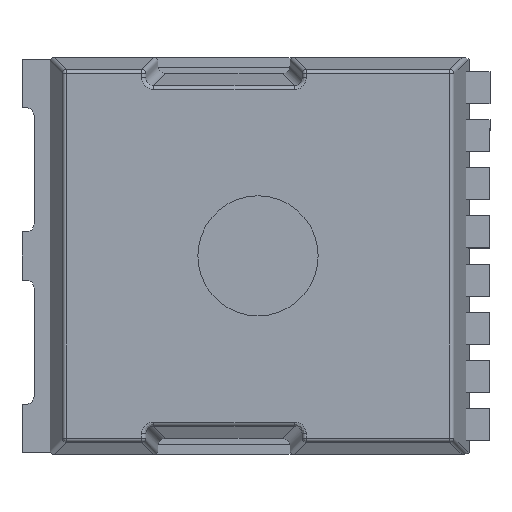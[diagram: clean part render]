
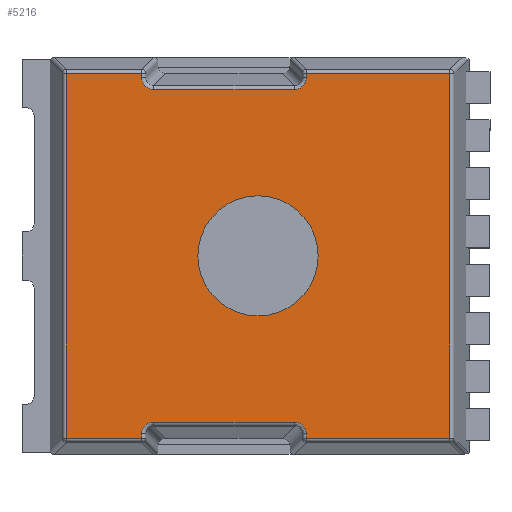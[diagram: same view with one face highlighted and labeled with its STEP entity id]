
A CAD part, top view. The second image highlights one B-rep face of the part: STEP entity #5216.
In plain terms, the highlighted planar face has unit normal (0, 0, 1).
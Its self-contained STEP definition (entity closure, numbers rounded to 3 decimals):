
#36=ELLIPSE('',#6537,0.309,0.3);
#37=ELLIPSE('',#6538,0.309,0.3);
#38=ELLIPSE('',#6539,0.309,0.3);
#39=ELLIPSE('',#6540,0.309,0.3);
#87=CIRCLE('',#6496,1.5);
#419=ORIENTED_EDGE('',*,*,#1900,.T.);
#420=ORIENTED_EDGE('',*,*,#1926,.T.);
#421=ORIENTED_EDGE('',*,*,#1897,.T.);
#422=ORIENTED_EDGE('',*,*,#1942,.T.);
#423=ORIENTED_EDGE('',*,*,#1904,.T.);
#424=ORIENTED_EDGE('',*,*,#1933,.T.);
#425=ORIENTED_EDGE('',*,*,#1943,.T.);
#426=ORIENTED_EDGE('',*,*,#1944,.T.);
#427=ORIENTED_EDGE('',*,*,#1945,.T.);
#428=ORIENTED_EDGE('',*,*,#1936,.T.);
#429=ORIENTED_EDGE('',*,*,#1906,.T.);
#430=ORIENTED_EDGE('',*,*,#1946,.T.);
#431=ORIENTED_EDGE('',*,*,#1912,.T.);
#432=ORIENTED_EDGE('',*,*,#1923,.T.);
#433=ORIENTED_EDGE('',*,*,#1947,.T.);
#434=ORIENTED_EDGE('',*,*,#1948,.T.);
#435=ORIENTED_EDGE('',*,*,#1949,.T.);
#1897=EDGE_CURVE('',#2663,#2661,#3179,.T.);
#1900=EDGE_CURVE('',#2665,#2665,#87,.T.);
#1904=EDGE_CURVE('',#2666,#2669,#3182,.T.);
#1906=EDGE_CURVE('',#2672,#2670,#3183,.T.);
#1912=EDGE_CURVE('',#2674,#2677,#3186,.T.);
#1923=EDGE_CURVE('',#2677,#2683,#3188,.T.);
#1926=EDGE_CURVE('',#2684,#2663,#3190,.F.);
#1933=EDGE_CURVE('',#2669,#2689,#3192,.T.);
#1936=EDGE_CURVE('',#2690,#2672,#3194,.F.);
#1942=EDGE_CURVE('',#2661,#2666,#3198,.T.);
#1943=EDGE_CURVE('',#2689,#2695,#36,.F.);
#1944=EDGE_CURVE('',#2695,#2696,#3199,.T.);
#1945=EDGE_CURVE('',#2696,#2690,#37,.F.);
#1946=EDGE_CURVE('',#2670,#2674,#3200,.T.);
#1947=EDGE_CURVE('',#2683,#2697,#38,.F.);
#1948=EDGE_CURVE('',#2697,#2698,#3201,.T.);
#1949=EDGE_CURVE('',#2698,#2684,#39,.F.);
#2661=VERTEX_POINT('',#8535);
#2663=VERTEX_POINT('',#8538);
#2665=VERTEX_POINT('',#8544);
#2666=VERTEX_POINT('',#8547);
#2669=VERTEX_POINT('',#8552);
#2670=VERTEX_POINT('',#8556);
#2672=VERTEX_POINT('',#8559);
#2674=VERTEX_POINT('',#8565);
#2677=VERTEX_POINT('',#8570);
#2683=VERTEX_POINT('',#8592);
#2684=VERTEX_POINT('',#8596);
#2689=VERTEX_POINT('',#8612);
#2690=VERTEX_POINT('',#8616);
#2695=VERTEX_POINT('',#8633);
#2696=VERTEX_POINT('',#8635);
#2697=VERTEX_POINT('',#8639);
#2698=VERTEX_POINT('',#8641);
#3179=LINE('',#8537,#3823);
#3182=LINE('',#8553,#3826);
#3183=LINE('',#8558,#3827);
#3186=LINE('',#8571,#3830);
#3188=LINE('',#8593,#3832);
#3190=LINE('',#8599,#3834);
#3192=LINE('',#8613,#3836);
#3194=LINE('',#8619,#3838);
#3198=LINE('',#8631,#3842);
#3199=LINE('',#8634,#3843);
#3200=LINE('',#8637,#3844);
#3201=LINE('',#8640,#3845);
#3823=VECTOR('',#7024,1000.);
#3826=VECTOR('',#7039,1000.);
#3827=VECTOR('',#7044,1000.);
#3830=VECTOR('',#7055,1000.);
#3832=VECTOR('',#7085,1000.);
#3834=VECTOR('',#7091,1000.);
#3836=VECTOR('',#7109,1000.);
#3838=VECTOR('',#7115,1000.);
#3842=VECTOR('',#7129,1000.);
#3843=VECTOR('',#7132,1000.);
#3844=VECTOR('',#7135,1000.);
#3845=VECTOR('',#7138,1000.);
#4438=EDGE_LOOP('',(#419));
#4439=EDGE_LOOP('',(#420,#421,#422,#423,#424,#425,#426,#427,#428,#429,#430,
#431,#432,#433,#434,#435));
#4724=FACE_BOUND('',#4438,.T.);
#4725=FACE_BOUND('',#4439,.T.);
#4989=PLANE('',#6536);
#5216=ADVANCED_FACE('',(#4724,#4725),#4989,.T.);
#6496=AXIS2_PLACEMENT_3D('',#8543,#7030,#7031);
#6536=AXIS2_PLACEMENT_3D('',#8630,#7127,#7128);
#6537=AXIS2_PLACEMENT_3D('',#8632,#7130,#7131);
#6538=AXIS2_PLACEMENT_3D('',#8636,#7133,#7134);
#6539=AXIS2_PLACEMENT_3D('',#8638,#7136,#7137);
#6540=AXIS2_PLACEMENT_3D('',#8642,#7139,#7140);
#7024=DIRECTION('',(1.,0.,0.));
#7030=DIRECTION('',(0.,0.,-1.));
#7031=DIRECTION('',(1.,0.,0.));
#7039=DIRECTION('',(-1.,0.,0.));
#7044=DIRECTION('',(-1.,0.,0.));
#7055=DIRECTION('',(1.,0.,0.));
#7085=DIRECTION('',(0.,1.,0.));
#7091=DIRECTION('',(0.,1.,0.));
#7109=DIRECTION('',(0.,-1.,0.));
#7115=DIRECTION('',(0.,-1.,0.));
#7127=DIRECTION('',(0.,0.,1.));
#7128=DIRECTION('',(1.,0.,0.));
#7129=DIRECTION('',(0.,1.,0.));
#7130=DIRECTION('',(0.,0.,1.));
#7131=DIRECTION('',(-0.707,0.707,0.));
#7132=DIRECTION('',(-1.,0.,0.));
#7133=DIRECTION('',(0.,0.,1.));
#7134=DIRECTION('',(-0.707,-0.707,0.));
#7135=DIRECTION('',(0.,-1.,0.));
#7136=DIRECTION('',(0.,0.,1.));
#7137=DIRECTION('',(0.707,-0.707,0.));
#7138=DIRECTION('',(1.,0.,0.));
#7139=DIRECTION('',(0.,0.,1.));
#7140=DIRECTION('',(0.707,0.707,0.));
#8535=CARTESIAN_POINT('',(4.789,-4.549,2.3));
#8537=CARTESIAN_POINT('',(0.,-4.549,2.3));
#8538=CARTESIAN_POINT('',(1.201,-4.549,2.3));
#8543=CARTESIAN_POINT('',(0.,0.,2.3));
#8544=CARTESIAN_POINT('',(1.5,0.,2.3));
#8547=CARTESIAN_POINT('',(4.789,4.549,2.3));
#8552=CARTESIAN_POINT('',(1.201,4.549,2.3));
#8553=CARTESIAN_POINT('',(0.,4.549,2.3));
#8556=CARTESIAN_POINT('',(-4.789,4.549,2.3));
#8558=CARTESIAN_POINT('',(0.,4.549,2.3));
#8559=CARTESIAN_POINT('',(-2.901,4.549,2.3));
#8565=CARTESIAN_POINT('',(-4.789,-4.549,2.3));
#8570=CARTESIAN_POINT('',(-2.901,-4.549,2.3));
#8571=CARTESIAN_POINT('',(0.,-4.549,2.3));
#8592=CARTESIAN_POINT('',(-2.901,-4.444,2.3));
#8593=CARTESIAN_POINT('',(-2.901,0.,2.3));
#8596=CARTESIAN_POINT('',(1.201,-4.444,2.3));
#8599=CARTESIAN_POINT('',(1.201,0.,2.3));
#8612=CARTESIAN_POINT('',(1.201,4.444,2.3));
#8613=CARTESIAN_POINT('',(1.201,0.,2.3));
#8616=CARTESIAN_POINT('',(-2.901,4.444,2.3));
#8619=CARTESIAN_POINT('',(-2.901,0.,2.3));
#8630=CARTESIAN_POINT('',(0.,0.,2.3));
#8631=CARTESIAN_POINT('',(4.789,0.,2.3));
#8632=CARTESIAN_POINT('',(0.897,4.453,2.3));
#8633=CARTESIAN_POINT('',(0.906,4.149,2.3));
#8634=CARTESIAN_POINT('',(0.,4.149,2.3));
#8635=CARTESIAN_POINT('',(-2.606,4.149,2.3));
#8636=CARTESIAN_POINT('',(-2.597,4.453,2.3));
#8637=CARTESIAN_POINT('',(-4.789,0.,2.3));
#8638=CARTESIAN_POINT('',(-2.597,-4.453,2.3));
#8639=CARTESIAN_POINT('',(-2.606,-4.149,2.3));
#8640=CARTESIAN_POINT('',(0.,-4.149,2.3));
#8641=CARTESIAN_POINT('',(0.906,-4.149,2.3));
#8642=CARTESIAN_POINT('',(0.897,-4.453,2.3));
